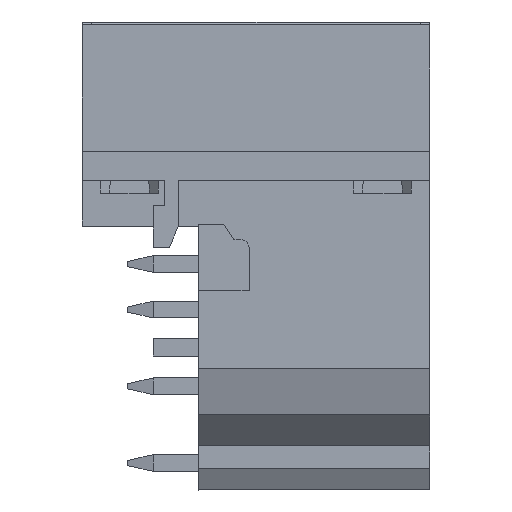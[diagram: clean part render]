
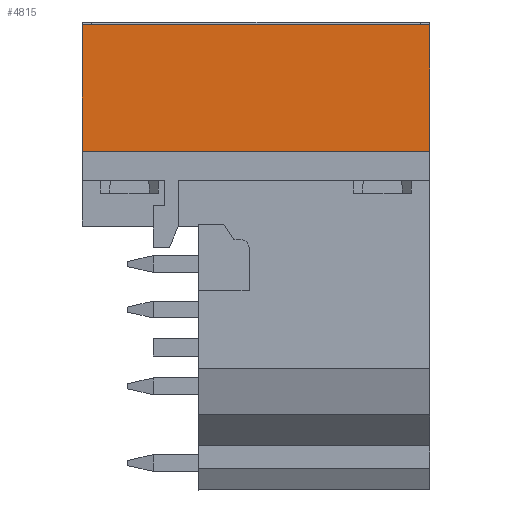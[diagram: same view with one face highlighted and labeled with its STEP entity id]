
A CAD part, front view. The second image highlights one B-rep face of the part: STEP entity #4815.
In plain terms, the highlighted planar face has unit normal (0, -1, 0).
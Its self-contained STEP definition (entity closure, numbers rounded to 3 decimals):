
#4789=AXIS2_PLACEMENT_3D('Plane Axis2P3D',#4786,#4787,#4788) ;
#2372=CARTESIAN_POINT('Vertex',(20.6,4.433,20.08)) ;
#2375=CARTESIAN_POINT('Line Origine',(10.3,4.433,20.08)) ;
#2379=CARTESIAN_POINT('Vertex',(0.,4.433,20.08)) ;
#4703=CARTESIAN_POINT('Vertex',(0.,4.433,27.6)) ;
#4706=CARTESIAN_POINT('Line Origine',(10.3,4.433,27.6)) ;
#4710=CARTESIAN_POINT('Vertex',(20.6,4.433,27.6)) ;
#4786=CARTESIAN_POINT('Axis2P3D Location',(20.6,4.433,20.08)) ;
#4791=CARTESIAN_POINT('Line Origine',(20.6,4.433,26.221)) ;
#4795=CARTESIAN_POINT('Vertex',(20.6,4.433,24.843)) ;
#4798=CARTESIAN_POINT('Line Origine',(0.,4.433,23.84)) ;
#4803=CARTESIAN_POINT('Line Origine',(20.6,4.433,22.461)) ;
#2376=DIRECTION('Vector Direction',(-1.,0.,0.)) ;
#4707=DIRECTION('Vector Direction',(1.,0.,0.)) ;
#4787=DIRECTION('Axis2P3D Direction',(0.,-1.,0.)) ;
#4788=DIRECTION('Axis2P3D XDirection',(0.,0.,1.)) ;
#4792=DIRECTION('Vector Direction',(0.,0.,1.)) ;
#4799=DIRECTION('Vector Direction',(0.,0.,1.)) ;
#4804=DIRECTION('Vector Direction',(0.,0.,1.)) ;
#2377=VECTOR('Line Direction',#2376,1.) ;
#4708=VECTOR('Line Direction',#4707,1.) ;
#4793=VECTOR('Line Direction',#4792,1.) ;
#4800=VECTOR('Line Direction',#4799,1.) ;
#4805=VECTOR('Line Direction',#4804,1.) ;
#4809=ORIENTED_EDGE('',*,*,#4797,.T.) ;
#4810=ORIENTED_EDGE('',*,*,#4712,.F.) ;
#4811=ORIENTED_EDGE('',*,*,#4802,.F.) ;
#4812=ORIENTED_EDGE('',*,*,#2381,.F.) ;
#4813=ORIENTED_EDGE('',*,*,#4807,.F.) ;
#4815=ADVANCED_FACE('STIFTLEISTE',(#4814),#4790,.T.) ;
#2381=EDGE_CURVE('',#2373,#2380,#2378,.T.) ;
#4712=EDGE_CURVE('',#4704,#4711,#4709,.T.) ;
#4797=EDGE_CURVE('',#4796,#4711,#4794,.T.) ;
#4802=EDGE_CURVE('',#2380,#4704,#4801,.T.) ;
#4807=EDGE_CURVE('',#4796,#2373,#4806,.F.) ;
#4808=EDGE_LOOP('',(#4809,#4810,#4811,#4812,#4813)) ;
#4814=FACE_OUTER_BOUND('',#4808,.T.) ;
#2378=LINE('Line',#2375,#2377) ;
#4709=LINE('Line',#4706,#4708) ;
#4794=LINE('Line',#4791,#4793) ;
#4801=LINE('Line',#4798,#4800) ;
#4806=LINE('Line',#4803,#4805) ;
#4790=PLANE('',#4789) ;
#2373=VERTEX_POINT('',#2372) ;
#2380=VERTEX_POINT('',#2379) ;
#4704=VERTEX_POINT('',#4703) ;
#4711=VERTEX_POINT('',#4710) ;
#4796=VERTEX_POINT('',#4795) ;
